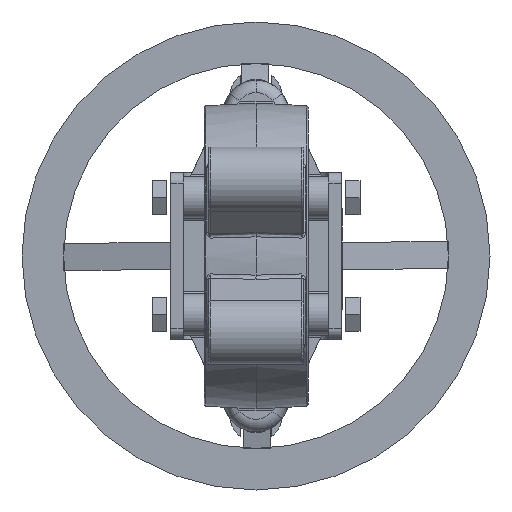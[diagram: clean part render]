
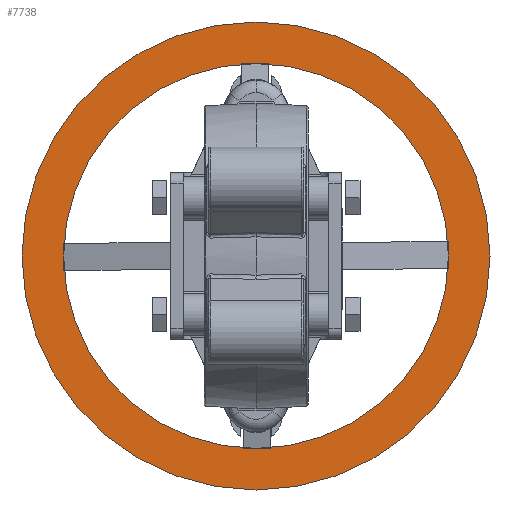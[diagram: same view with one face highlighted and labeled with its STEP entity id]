
A CAD part, front view. The second image highlights one B-rep face of the part: STEP entity #7738.
In plain terms, the highlighted planar face has unit normal (0, -1, 0).
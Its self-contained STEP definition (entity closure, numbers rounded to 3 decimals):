
#6656 = VERTEX_POINT ( 'NONE', #19427 ) ;
#6668 = VERTEX_POINT ( 'NONE', #19595 ) ;
#6685 = EDGE_CURVE ( 'NONE', #7720, #6722, #19506, .T. ) ;
#6700 = EDGE_CURVE ( 'NONE', #6656, #6668, #19496, .T. ) ;
#6722 = VERTEX_POINT ( 'NONE', #19572 ) ;
#7370 = EDGE_LOOP ( 'NONE', ( #7741, #7410 ) ) ;
#7384 = ORIENTED_EDGE ( 'NONE', *, *, #6700, .T. ) ;
#7397 = EDGE_CURVE ( 'NONE', #6668, #6656, #26561, .T. ) ;
#7410 = ORIENTED_EDGE ( 'NONE', *, *, #7755, .F. ) ;
#7720 = VERTEX_POINT ( 'NONE', #27727 ) ;
#7738 = ADVANCED_FACE ( 'NONE', ( #27728, #27729 ), #27735, .F. ) ;
#7741 = ORIENTED_EDGE ( 'NONE', *, *, #6685, .F. ) ;
#7755 = EDGE_CURVE ( 'NONE', #6722, #7720, #27896, .T. ) ;
#7760 = EDGE_LOOP ( 'NONE', ( #7384, #7790 ) ) ;
#7790 = ORIENTED_EDGE ( 'NONE', *, *, #7397, .T. ) ;
#19427 = CARTESIAN_POINT ( 'NONE',  ( -112.5, 354., 0. ) ) ;
#19494 = DIRECTION ( 'NONE',  ( -1., 0., 0. ) ) ;
#19495 = DIRECTION ( 'NONE',  ( 0., -1., 0. ) ) ;
#19496 = CIRCLE ( 'NONE', #19559, 112.5 ) ;
#19506 = CIRCLE ( 'NONE', #19594, 92.5 ) ;
#19509 = CARTESIAN_POINT ( 'NONE',  ( 0., 354., 0. ) ) ;
#19552 = DIRECTION ( 'NONE',  ( -1., 0., 0. ) ) ;
#19553 = DIRECTION ( 'NONE',  ( 0., -1., 0. ) ) ;
#19554 = CARTESIAN_POINT ( 'NONE',  ( 0., 354., 0. ) ) ;
#19559 = AXIS2_PLACEMENT_3D ( 'NONE', #19554, #19553, #19552 ) ;
#19572 = CARTESIAN_POINT ( 'NONE',  ( -92.5, 354., 0. ) ) ;
#19594 = AXIS2_PLACEMENT_3D ( 'NONE', #19509, #19495, #19494 ) ;
#19595 = CARTESIAN_POINT ( 'NONE',  ( 112.5, 354., 0. ) ) ;
#26535 = DIRECTION ( 'NONE',  ( 0., -1., 0. ) ) ;
#26536 = CARTESIAN_POINT ( 'NONE',  ( 0., 354., 0. ) ) ;
#26551 = DIRECTION ( 'NONE',  ( -1., 0., 0. ) ) ;
#26556 = AXIS2_PLACEMENT_3D ( 'NONE', #26536, #26535, #26551 ) ;
#26561 = CIRCLE ( 'NONE', #26556, 112.5 ) ;
#27712 = AXIS2_PLACEMENT_3D ( 'NONE', #27798, #27797, #27796 ) ;
#27727 = CARTESIAN_POINT ( 'NONE',  ( 92.5, 354., 0. ) ) ;
#27728 = FACE_BOUND ( 'NONE', #7370, .T. ) ;
#27729 = FACE_OUTER_BOUND ( 'NONE', #7760, .T. ) ;
#27735 = PLANE ( 'NONE',  #27712 ) ;
#27796 = DIRECTION ( 'NONE',  ( 1., 0., 0. ) ) ;
#27797 = DIRECTION ( 'NONE',  ( 0., 1., 0. ) ) ;
#27798 = CARTESIAN_POINT ( 'NONE',  ( 0., 354., 92.5 ) ) ;
#27884 = DIRECTION ( 'NONE',  ( -1., 0., 0. ) ) ;
#27885 = DIRECTION ( 'NONE',  ( 0., -1., 0. ) ) ;
#27886 = AXIS2_PLACEMENT_3D ( 'NONE', #27927, #27885, #27884 ) ;
#27896 = CIRCLE ( 'NONE', #27886, 92.5 ) ;
#27927 = CARTESIAN_POINT ( 'NONE',  ( 0., 354., 0. ) ) ;
